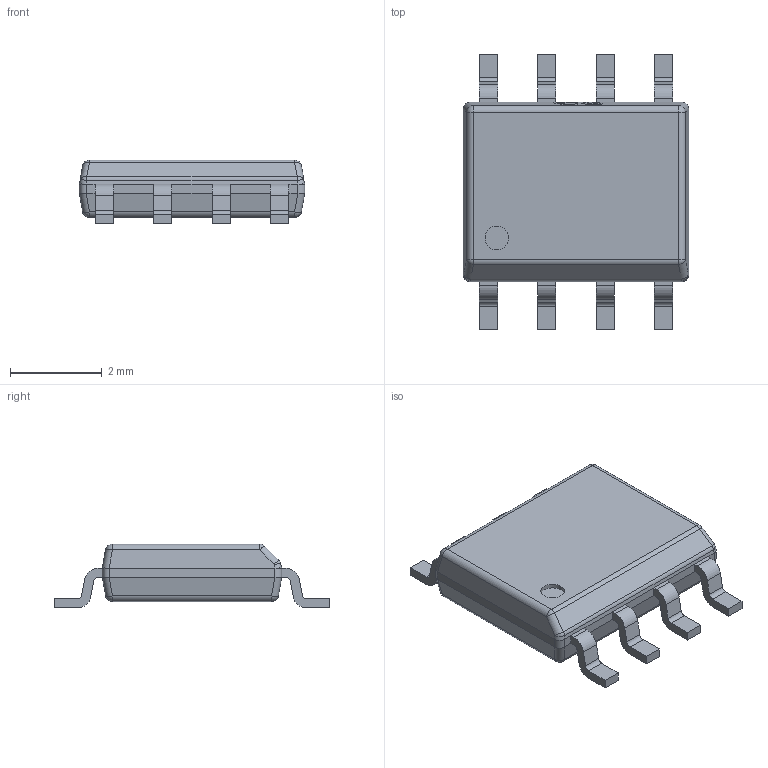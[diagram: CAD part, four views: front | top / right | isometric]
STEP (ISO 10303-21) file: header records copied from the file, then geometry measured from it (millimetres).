
FILE_DESCRIPTION (( 'STEP AP214' ), '1' );
FILE_NAME ('SOP-8_L5.0-W3.9-P1.27-LS6.0-BL-1.STEP', '2024-08-07T07:54:01', ( '' ), ( '' ), 'SwSTEP 2.0', 'SolidWorks 2021', '' );
FILE_SCHEMA (( 'AUTOMOTIVE_DESIGN' ));
Length unit declared in the file: millimetre
Products named in the file (1): SOP-8_L5.0-W3.9-P1.27-LS6.0-BL-1
Bounding box: 4.9 x 6 x 1.39 mm (x, y, z)
Volume: 23.6 mm3; surface area: 68.9 mm2
Topology: 1 solids, 1 shells, 387 faces, 1033 edges, 668 vertices
Faces by surface type: plane 222, bspline 98, cylinder 57, sphere 10
Entity records: 16712 total; most frequent: CARTESIAN_POINT 3467, ORIENTED_EDGE 2066, DIRECTION 1487, EDGE_CURVE 1033, VECTOR 711, LINE 711, VERTEX_POINT 668, EDGE_LOOP 407
